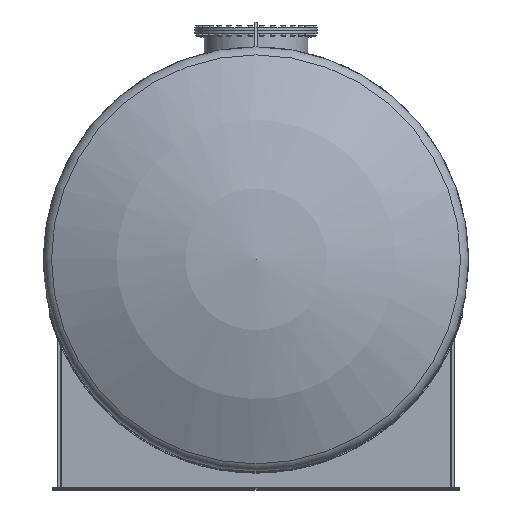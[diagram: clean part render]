
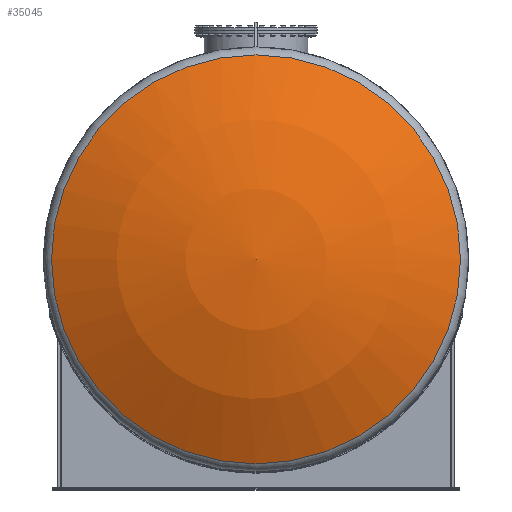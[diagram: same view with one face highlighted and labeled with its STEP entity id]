
A CAD part, top view. The second image highlights one B-rep face of the part: STEP entity #35045.
In plain terms, the highlighted spherical face has radius 2507 mm.
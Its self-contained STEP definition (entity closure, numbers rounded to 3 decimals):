
#35029=CARTESIAN_POINT('',(0.,0.0,1644.252));
#35030=DIRECTION('',(0.0,0.0,1.0));
#35031=DIRECTION('',(1.0,0.0,0.0));
#35032=AXIS2_PLACEMENT_3D('',#35029,#35030,#35031);
#35033=SPHERICAL_SURFACE('',#35032,2507.);
#35034=CARTESIAN_POINT('',(-1203.014,0.0,3843.753));
#35035=VERTEX_POINT('',#35034);
#35036=CARTESIAN_POINT('',(0.,0.0,3843.753));
#35037=DIRECTION('',(0.0,0.0,-1.0));
#35038=DIRECTION('',(-1.0,0.0,0.0));
#35039=AXIS2_PLACEMENT_3D('',#35036,#35037,#35038);
#35040=CIRCLE('',#35039,1203.014);
#35041=EDGE_CURVE('',#35035,#35035,#35040,.T.);
#35042=ORIENTED_EDGE('',*,*,#35041,.F.);
#35043=EDGE_LOOP('',(#35042));
#35044=FACE_OUTER_BOUND('',#35043,.T.);
#35045=ADVANCED_FACE('',(#35044),#35033,.T.);
